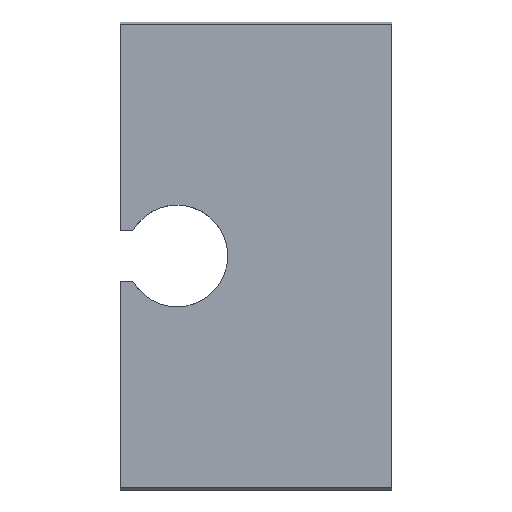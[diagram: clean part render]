
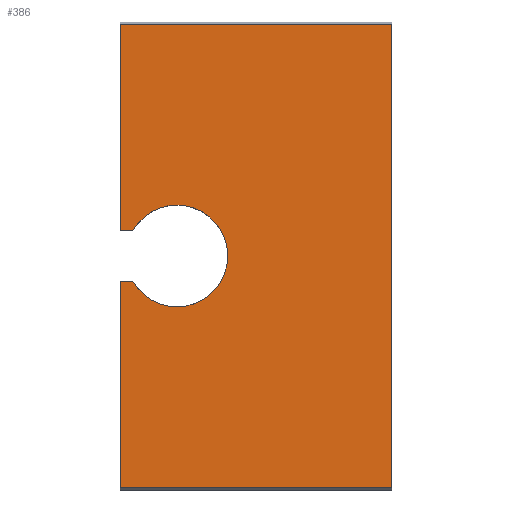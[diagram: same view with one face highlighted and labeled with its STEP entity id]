
A CAD part, top view. The second image highlights one B-rep face of the part: STEP entity #386.
In plain terms, the highlighted planar face has unit normal (0, 0, 1).
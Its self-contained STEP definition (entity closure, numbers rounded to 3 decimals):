
#89=CARTESIAN_POINT('',(24.,-10.251,69.2));
#90=VERTEX_POINT('',#89);
#97=CARTESIAN_POINT('',(24.,-1.126,69.2));
#98=VERTEX_POINT('',#97);
#99=CARTESIAN_POINT('',(24.,-1.126,69.2));
#100=DIRECTION('',(0.,-1.,0.));
#101=VECTOR('',#100,9.125);
#102=LINE('',#99,#101);
#103=EDGE_CURVE('',#98,#90,#102,.T.);
#120=CARTESIAN_POINT('',(24.,10.249,69.2));
#121=VERTEX_POINT('',#120);
#122=CARTESIAN_POINT('',(24.,1.124,69.2));
#123=VERTEX_POINT('',#122);
#124=CARTESIAN_POINT('',(24.,10.249,69.2));
#125=DIRECTION('',(0.,-1.,0.));
#126=VECTOR('',#125,9.125);
#127=LINE('',#124,#126);
#128=EDGE_CURVE('',#121,#123,#127,.T.);
#208=CARTESIAN_POINT('',(24.553,-1.126,69.2));
#209=VERTEX_POINT('',#208);
#210=CARTESIAN_POINT('',(24.553,-1.126,69.2));
#211=DIRECTION('',(-1.,-0.,0.));
#212=VECTOR('',#211,0.553);
#213=LINE('',#210,#212);
#214=EDGE_CURVE('',#209,#98,#213,.T.);
#233=CARTESIAN_POINT('',(28.75,0.001,69.2));
#234=VERTEX_POINT('',#233);
#304=CARTESIAN_POINT('',(26.5,0.001,69.2));
#305=DIRECTION('',(-0.,-0.,1.));
#306=DIRECTION('',(-1.,0.,0.));
#307=AXIS2_PLACEMENT_3D('',#304,#305,#306);
#308=CIRCLE('',#307,2.25);
#309=EDGE_CURVE('',#209,#234,#308,.T.);
#319=CARTESIAN_POINT('',(24.55,1.124,69.2));
#320=VERTEX_POINT('',#319);
#329=CARTESIAN_POINT('',(24.,1.124,69.2));
#330=DIRECTION('',(1.,0.,0.));
#331=VECTOR('',#330,0.55);
#332=LINE('',#329,#331);
#333=EDGE_CURVE('',#123,#320,#332,.T.);
#345=CARTESIAN_POINT('',(25.5,-4.502,69.2));
#346=DIRECTION('',(0.,0.,-1.));
#347=DIRECTION('',(1.,0.,0.));
#348=AXIS2_PLACEMENT_3D('',#345,#346,#347);
#349=PLANE('',#348);
#350=CARTESIAN_POINT('',(36.,-10.251,69.2));
#351=VERTEX_POINT('',#350);
#352=CARTESIAN_POINT('',(36.,10.249,69.2));
#353=VERTEX_POINT('',#352);
#354=CARTESIAN_POINT('',(36.,-10.251,69.2));
#355=DIRECTION('',(-0.,1.,0.));
#356=VECTOR('',#355,20.5);
#357=LINE('',#354,#356);
#358=EDGE_CURVE('',#351,#353,#357,.T.);
#359=ORIENTED_EDGE('',*,*,#358,.T.);
#360=CARTESIAN_POINT('',(36.,10.249,69.2));
#361=DIRECTION('',(-1.,-0.,0.));
#362=VECTOR('',#361,12.);
#363=LINE('',#360,#362);
#364=EDGE_CURVE('',#353,#121,#363,.T.);
#365=ORIENTED_EDGE('',*,*,#364,.T.);
#366=ORIENTED_EDGE('',*,*,#128,.T.);
#367=ORIENTED_EDGE('',*,*,#333,.T.);
#368=CARTESIAN_POINT('',(26.5,0.001,69.2));
#369=DIRECTION('',(-0.,-0.,1.));
#370=DIRECTION('',(-1.,0.,0.));
#371=AXIS2_PLACEMENT_3D('',#368,#369,#370);
#372=CIRCLE('',#371,2.25);
#373=EDGE_CURVE('',#234,#320,#372,.T.);
#374=ORIENTED_EDGE('',*,*,#373,.F.);
#375=ORIENTED_EDGE('',*,*,#309,.F.);
#376=ORIENTED_EDGE('',*,*,#214,.T.);
#377=ORIENTED_EDGE('',*,*,#103,.T.);
#378=CARTESIAN_POINT('',(24.,-10.251,69.2));
#379=DIRECTION('',(1.,0.,0.));
#380=VECTOR('',#379,12.);
#381=LINE('',#378,#380);
#382=EDGE_CURVE('',#90,#351,#381,.T.);
#383=ORIENTED_EDGE('',*,*,#382,.T.);
#384=EDGE_LOOP('',(#359,#365,#366,#367,#374,#375,#376,#377,#383));
#385=FACE_BOUND('',#384,.T.);
#386=ADVANCED_FACE('',(#385),#349,.F.);
